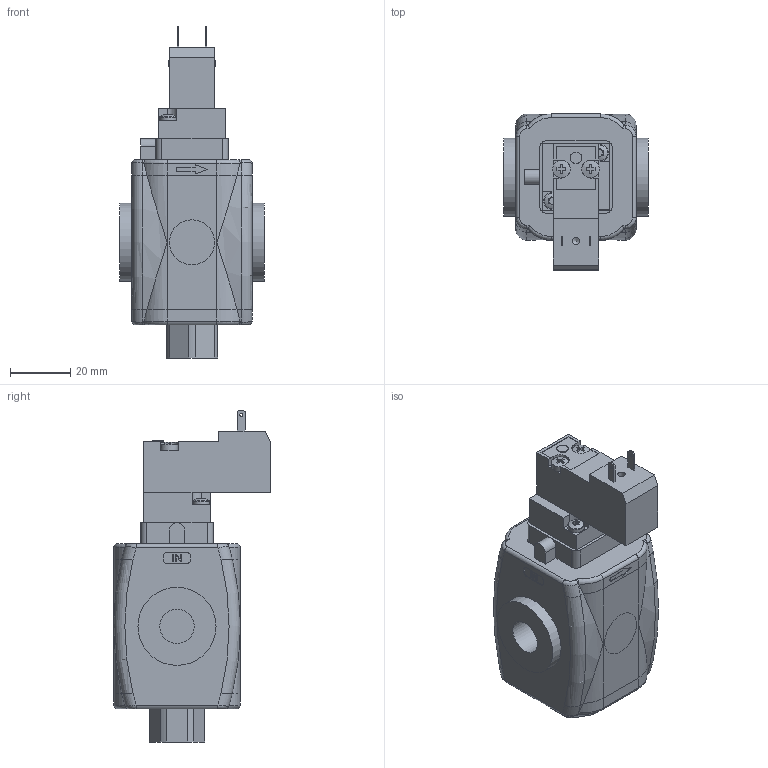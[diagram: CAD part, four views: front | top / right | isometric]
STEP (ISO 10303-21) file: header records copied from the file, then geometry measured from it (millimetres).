
FILE_DESCRIPTION((''),'2;1');
FILE_NAME('#171AVEA#.stp','2013-06-10T10:58:44',('valotma1'),(''),'Autodesk Inventor 2013','Autodesk Inventor 2013','');
FILE_SCHEMA(('AUTOMOTIVE_DESIGN { 1 0 10303 214 1 1 1 1 }'));
Length unit declared in the file: millimetre
Products named in the file (5): #171AVEA#; #171BVE; VAPTRX3x12; 305-540 (adattatore22-15); N33#-0_
Assembly tree (5 placements, depth 2):
  #171AVEA#
    #171BVE
    VAPTRX3x12  x2
    305-540 (adattatore22-15)
    N33#-0_
Bounding box: 48 x 52 x 110.49 mm (x, y, z)
Volume: 113695.8 mm3; surface area: 21376.5 mm2
Topology: 6 solids, 6 shells, 405 faces, 965 edges, 604 vertices
Faces by surface type: plane 201, cylinder 133, torus 24, bspline 20, sphere 16, cone 11
Full cylindrical faces by diameter (mm): 1 x2, 2 x5, 2.459 x3, 3 x4, 3.1 x2, 3.2 x2, 3.9 x1, 5.5 x2, 5.8 x2, 11.445 x3, 26 x2
Entity records: 11034 total; most frequent: CARTESIAN_POINT 2588, DIRECTION 1680, ORIENTED_EDGE 1644, EDGE_CURVE 822, AXIS2_PLACEMENT_3D 594, VERTEX_POINT 540, VECTOR 492, LINE 492
